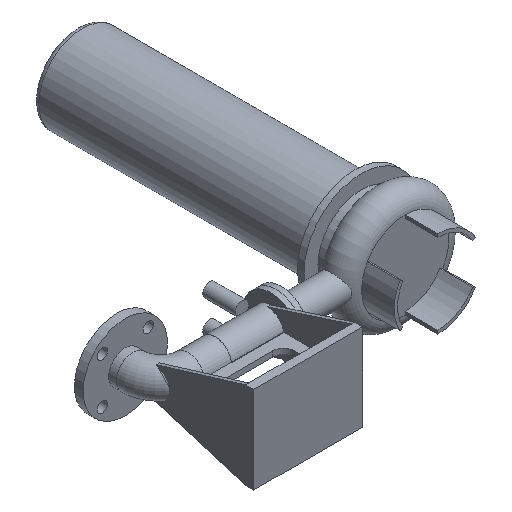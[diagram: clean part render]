
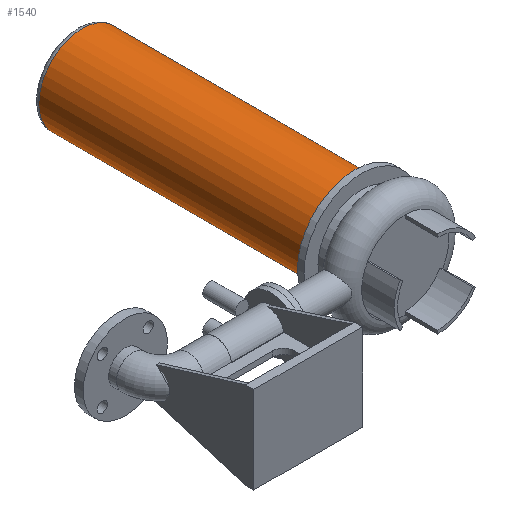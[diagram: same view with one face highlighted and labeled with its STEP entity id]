
A CAD part, isometric view. The second image highlights one B-rep face of the part: STEP entity #1540.
In plain terms, the highlighted cylindrical face has radius 80.034 mm (diameter 160.068 mm), a full revolution.
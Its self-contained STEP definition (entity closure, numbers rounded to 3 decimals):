
#125=LINE('',#2600,#250);
#250=VECTOR('',#2112,80.034);
#299=CYLINDRICAL_SURFACE('',#1710,80.034);
#476=FACE_OUTER_BOUND('',#591,.T.);
#591=EDGE_LOOP('',(#1351,#1352,#1353,#1354,#1355));
#674=CIRCLE('',#1705,80.034);
#675=CIRCLE('',#1706,80.034);
#678=CIRCLE('',#1711,80.034);
#801=VERTEX_POINT('',#2589);
#802=VERTEX_POINT('',#2590);
#804=VERTEX_POINT('',#2598);
#988=EDGE_CURVE('',#801,#802,#674,.T.);
#989=EDGE_CURVE('',#802,#801,#675,.T.);
#992=EDGE_CURVE('',#804,#804,#678,.T.);
#993=EDGE_CURVE('',#804,#802,#125,.T.);
#1351=ORIENTED_EDGE('',*,*,#992,.F.);
#1352=ORIENTED_EDGE('',*,*,#993,.T.);
#1353=ORIENTED_EDGE('',*,*,#988,.F.);
#1354=ORIENTED_EDGE('',*,*,#989,.F.);
#1355=ORIENTED_EDGE('',*,*,#993,.F.);
#1540=ADVANCED_FACE('',(#476),#299,.T.);
#1705=AXIS2_PLACEMENT_3D('',#2591,#2098,#2099);
#1706=AXIS2_PLACEMENT_3D('',#2592,#2100,#2101);
#1710=AXIS2_PLACEMENT_3D('',#2597,#2108,#2109);
#1711=AXIS2_PLACEMENT_3D('',#2599,#2110,#2111);
#2098=DIRECTION('center_axis',(0.,1.,0.));
#2099=DIRECTION('ref_axis',(-1.,0.,0.));
#2100=DIRECTION('center_axis',(0.,1.,0.));
#2101=DIRECTION('ref_axis',(-1.,0.,0.));
#2108=DIRECTION('center_axis',(0.,-1.,0.));
#2109=DIRECTION('ref_axis',(1.,0.,0.));
#2110=DIRECTION('center_axis',(0.,-1.,0.));
#2111=DIRECTION('ref_axis',(1.,0.,0.));
#2112=DIRECTION('',(0.,1.,0.));
#2589=CARTESIAN_POINT('',(369.2,563.8,80.034));
#2590=CARTESIAN_POINT('',(289.166,563.8,0.));
#2591=CARTESIAN_POINT('Origin',(369.2,563.8,0.));
#2592=CARTESIAN_POINT('Origin',(369.2,563.8,0.));
#2597=CARTESIAN_POINT('Origin',(369.2,318.033,0.));
#2598=CARTESIAN_POINT('',(289.166,62.265,0.));
#2599=CARTESIAN_POINT('Origin',(369.2,62.265,0.));
#2600=CARTESIAN_POINT('',(289.166,318.033,0.));
